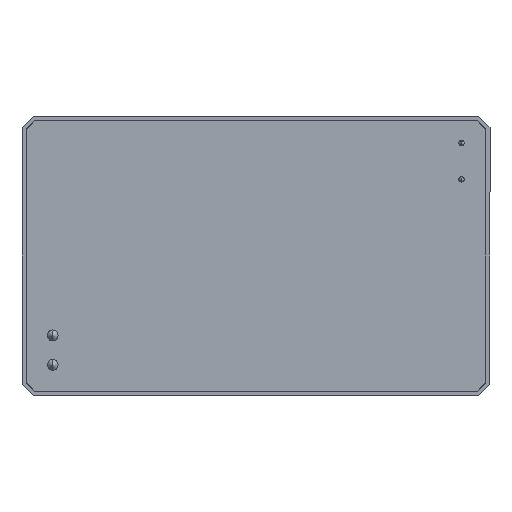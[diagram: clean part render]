
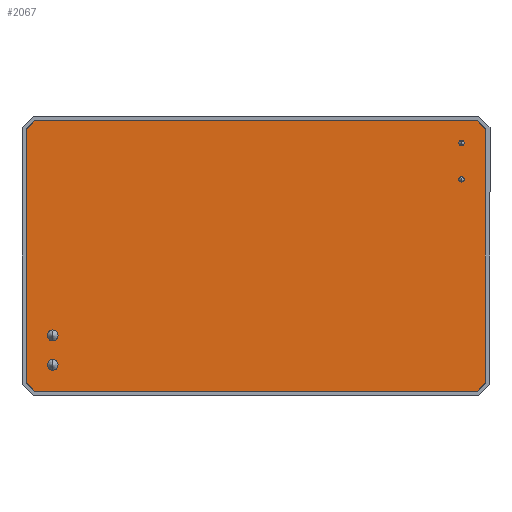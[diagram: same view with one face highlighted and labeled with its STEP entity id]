
A CAD part, front view. The second image highlights one B-rep face of the part: STEP entity #2067.
In plain terms, the highlighted planar face has unit normal (0, -1, 0).
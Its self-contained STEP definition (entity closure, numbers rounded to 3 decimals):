
#105 = FACE_OUTER_BOUND ( 'NONE', #1883, .T. ) ;
#121 = VERTEX_POINT ( 'NONE', #1531 ) ;
#126 = CARTESIAN_POINT ( 'NONE',  ( 42.65, 0., 23.452 ) ) ;
#133 = CIRCLE ( 'NONE', #1652, 0.15 ) ;
#165 = DIRECTION ( 'NONE',  ( 0., 0., -1. ) ) ;
#187 = VERTEX_POINT ( 'NONE', #686 ) ;
#191 = CARTESIAN_POINT ( 'NONE',  ( 41.111, 0., -25.104 ) ) ;
#206 = CARTESIAN_POINT ( 'NONE',  ( 41.004, 0., 25.15 ) ) ;
#210 = ORIENTED_EDGE ( 'NONE', *, *, #787, .T. ) ;
#218 = DIRECTION ( 'NONE',  ( 0., -1., 0. ) ) ;
#262 = VERTEX_POINT ( 'NONE', #1865 ) ;
#265 = DIRECTION ( 'NONE',  ( 0., 1., 0. ) ) ;
#266 = VECTOR ( 'NONE', #1313, 1000. ) ;
#268 = CIRCLE ( 'NONE', #1606, 0.15 ) ;
#280 = ORIENTED_EDGE ( 'NONE', *, *, #2274, .T. ) ;
#285 = AXIS2_PLACEMENT_3D ( 'NONE', #1639, #218, #1434 ) ;
#308 = ORIENTED_EDGE ( 'NONE', *, *, #1749, .T. ) ;
#323 = LINE ( 'NONE', #503, #266 ) ;
#328 = CARTESIAN_POINT ( 'NONE',  ( 41.004, 0., 25. ) ) ;
#413 = CARTESIAN_POINT ( 'NONE',  ( -41.111, 0., 25.104 ) ) ;
#422 = ORIENTED_EDGE ( 'NONE', *, *, #1801, .T. ) ;
#459 = DIRECTION ( 'NONE',  ( 0.695, 0., 0.719 ) ) ;
#503 = CARTESIAN_POINT ( 'NONE',  ( 41.004, 0., 25.15 ) ) ;
#537 = DIRECTION ( 'NONE',  ( 1., 0., 0. ) ) ;
#543 = VERTEX_POINT ( 'NONE', #851 ) ;
#588 = CARTESIAN_POINT ( 'NONE',  ( -42.5, 0., -23.452 ) ) ;
#609 = VERTEX_POINT ( 'NONE', #1217 ) ;
#617 = AXIS2_PLACEMENT_3D ( 'NONE', #1036, #2444, #1234 ) ;
#662 = VERTEX_POINT ( 'NONE', #206 ) ;
#676 = CIRCLE ( 'NONE', #1513, 0.15 ) ;
#686 = CARTESIAN_POINT ( 'NONE',  ( -42.608, 0., -23.556 ) ) ;
#689 = ORIENTED_EDGE ( 'NONE', *, *, #1861, .T. ) ;
#690 = VERTEX_POINT ( 'NONE', #798 ) ;
#720 = ORIENTED_EDGE ( 'NONE', *, *, #1898, .T. ) ;
#743 = CARTESIAN_POINT ( 'NONE',  ( -41.004, 0., -25.15 ) ) ;
#784 = DIRECTION ( 'NONE',  ( 1., 0., 0. ) ) ;
#787 = EDGE_CURVE ( 'NONE', #1296, #609, #891, .T. ) ;
#798 = CARTESIAN_POINT ( 'NONE',  ( -42.608, 0., 23.556 ) ) ;
#801 = LINE ( 'NONE', #2195, #1278 ) ;
#802 = ORIENTED_EDGE ( 'NONE', *, *, #2110, .T. ) ;
#812 = DIRECTION ( 'NONE',  ( 0.695, 0., -0.719 ) ) ;
#823 = ORIENTED_EDGE ( 'NONE', *, *, #1498, .T. ) ;
#824 = VECTOR ( 'NONE', #2199, 1000. ) ;
#828 = ORIENTED_EDGE ( 'NONE', *, *, #1367, .T. ) ;
#851 = CARTESIAN_POINT ( 'NONE',  ( -42.65, 0., -23.452 ) ) ;
#883 = DIRECTION ( 'NONE',  ( 0., -1., 0. ) ) ;
#891 = LINE ( 'NONE', #2007, #824 ) ;
#892 = ORIENTED_EDGE ( 'NONE', *, *, #2222, .T. ) ;
#901 = CIRCLE ( 'NONE', #617, 0.15 ) ;
#922 = ORIENTED_EDGE ( 'NONE', *, *, #2321, .T. ) ;
#933 = DIRECTION ( 'NONE',  ( 0., -1., 0. ) ) ;
#961 = VECTOR ( 'NONE', #812, 1000. ) ;
#1027 = LINE ( 'NONE', #1460, #1508 ) ;
#1036 = CARTESIAN_POINT ( 'NONE',  ( -41.004, 0., -25. ) ) ;
#1042 = VERTEX_POINT ( 'NONE', #2116 ) ;
#1087 = DIRECTION ( 'NONE',  ( 0., -1., 0. ) ) ;
#1090 = VECTOR ( 'NONE', #1165, 1000. ) ;
#1093 = DIRECTION ( 'NONE',  ( 0., -1., 0. ) ) ;
#1142 = EDGE_CURVE ( 'NONE', #2319, #1296, #1676, .T. ) ;
#1165 = DIRECTION ( 'NONE',  ( 1., 0., 0. ) ) ;
#1217 = CARTESIAN_POINT ( 'NONE',  ( 41.111, 0., 25.104 ) ) ;
#1234 = DIRECTION ( 'NONE',  ( 1., 0., 0. ) ) ;
#1257 = ORIENTED_EDGE ( 'NONE', *, *, #1459, .T. ) ;
#1278 = VECTOR ( 'NONE', #165, 1000. ) ;
#1296 = VERTEX_POINT ( 'NONE', #2424 ) ;
#1313 = DIRECTION ( 'NONE',  ( -1., 0., 0. ) ) ;
#1367 = EDGE_CURVE ( 'NONE', #262, #2319, #2298, .T. ) ;
#1399 = EDGE_CURVE ( 'NONE', #2514, #1042, #1027, .T. ) ;
#1434 = DIRECTION ( 'NONE',  ( 1., 0., 0. ) ) ;
#1459 = EDGE_CURVE ( 'NONE', #1042, #262, #1864, .T. ) ;
#1460 = CARTESIAN_POINT ( 'NONE',  ( 41.111, 0., -25.104 ) ) ;
#1484 = PLANE ( 'NONE',  #2242 ) ;
#1498 = EDGE_CURVE ( 'NONE', #2478, #2514, #2327, .T. ) ;
#1508 = VECTOR ( 'NONE', #459, 1000. ) ;
#1513 = AXIS2_PLACEMENT_3D ( 'NONE', #2149, #933, #2345 ) ;
#1531 = CARTESIAN_POINT ( 'NONE',  ( -41.004, 0., 25.15 ) ) ;
#1606 = AXIS2_PLACEMENT_3D ( 'NONE', #588, #2012, #784 ) ;
#1627 = VECTOR ( 'NONE', #2546, 1000. ) ;
#1638 = CARTESIAN_POINT ( 'NONE',  ( -41.111, 0., -25.104 ) ) ;
#1639 = CARTESIAN_POINT ( 'NONE',  ( 42.5, 0., 23.452 ) ) ;
#1652 = AXIS2_PLACEMENT_3D ( 'NONE', #328, #1757, #537 ) ;
#1676 = CIRCLE ( 'NONE', #285, 0.15 ) ;
#1692 = DIRECTION ( 'NONE',  ( 0., 0., 1. ) ) ;
#1697 = VERTEX_POINT ( 'NONE', #743 ) ;
#1745 = VERTEX_POINT ( 'NONE', #2578 ) ;
#1749 = EDGE_CURVE ( 'NONE', #1745, #543, #801, .T. ) ;
#1757 = DIRECTION ( 'NONE',  ( 0., -1., 0. ) ) ;
#1763 = VECTOR ( 'NONE', #2452, 1000. ) ;
#1801 = EDGE_CURVE ( 'NONE', #543, #187, #268, .T. ) ;
#1803 = AXIS2_PLACEMENT_3D ( 'NONE', #2307, #1093, #2502 ) ;
#1821 = AXIS2_PLACEMENT_3D ( 'NONE', #2105, #883, #2299 ) ;
#1861 = EDGE_CURVE ( 'NONE', #1697, #2478, #2113, .T. ) ;
#1864 = CIRCLE ( 'NONE', #1821, 0.15 ) ;
#1865 = CARTESIAN_POINT ( 'NONE',  ( 42.65, 0., -23.452 ) ) ;
#1883 = EDGE_LOOP ( 'NONE', ( #2440, #892, #280, #922, #802, #308, #422, #720, #1912, #689, #823, #1945, #1257, #828, #1916, #210 ) ) ;
#1898 = EDGE_CURVE ( 'NONE', #187, #1943, #2168, .T. ) ;
#1912 = ORIENTED_EDGE ( 'NONE', *, *, #1946, .T. ) ;
#1916 = ORIENTED_EDGE ( 'NONE', *, *, #1142, .T. ) ;
#1943 = VERTEX_POINT ( 'NONE', #1638 ) ;
#1945 = ORIENTED_EDGE ( 'NONE', *, *, #1399, .T. ) ;
#1946 = EDGE_CURVE ( 'NONE', #1943, #1697, #901, .T. ) ;
#1961 = CARTESIAN_POINT ( 'NONE',  ( -41.111, 0., 25.104 ) ) ;
#2007 = CARTESIAN_POINT ( 'NONE',  ( 42.608, 0., 23.556 ) ) ;
#2012 = DIRECTION ( 'NONE',  ( 0., -1., 0. ) ) ;
#2060 = CARTESIAN_POINT ( 'NONE',  ( 42.65, 0., -23.452 ) ) ;
#2067 = ADVANCED_FACE ( 'NONE', ( #105 ), #1484, .F. ) ;
#2105 = CARTESIAN_POINT ( 'NONE',  ( 42.5, 0., -23.452 ) ) ;
#2110 = EDGE_CURVE ( 'NONE', #690, #1745, #2136, .T. ) ;
#2113 = LINE ( 'NONE', #2383, #1090 ) ;
#2116 = CARTESIAN_POINT ( 'NONE',  ( 42.608, 0., -23.556 ) ) ;
#2136 = CIRCLE ( 'NONE', #2368, 0.15 ) ;
#2149 = CARTESIAN_POINT ( 'NONE',  ( -41.004, 0., 25. ) ) ;
#2164 = LINE ( 'NONE', #1961, #1627 ) ;
#2168 = LINE ( 'NONE', #2233, #961 ) ;
#2195 = CARTESIAN_POINT ( 'NONE',  ( -42.65, 0., 23.452 ) ) ;
#2199 = DIRECTION ( 'NONE',  ( -0.695, 0., 0.719 ) ) ;
#2219 = CARTESIAN_POINT ( 'NONE',  ( 41.004, 0., -25.15 ) ) ;
#2222 = EDGE_CURVE ( 'NONE', #662, #121, #323, .T. ) ;
#2233 = CARTESIAN_POINT ( 'NONE',  ( -42.608, 0., -23.556 ) ) ;
#2242 = AXIS2_PLACEMENT_3D ( 'NONE', #2284, #265, #1692 ) ;
#2274 = EDGE_CURVE ( 'NONE', #121, #2553, #676, .T. ) ;
#2284 = CARTESIAN_POINT ( 'NONE',  ( 0., 0., 0. ) ) ;
#2292 = EDGE_CURVE ( 'NONE', #609, #662, #133, .T. ) ;
#2298 = LINE ( 'NONE', #2060, #1763 ) ;
#2299 = DIRECTION ( 'NONE',  ( 1., 0., 0. ) ) ;
#2302 = CARTESIAN_POINT ( 'NONE',  ( -42.5, 0., 23.452 ) ) ;
#2307 = CARTESIAN_POINT ( 'NONE',  ( 41.004, 0., -25. ) ) ;
#2319 = VERTEX_POINT ( 'NONE', #126 ) ;
#2321 = EDGE_CURVE ( 'NONE', #2553, #690, #2164, .T. ) ;
#2327 = CIRCLE ( 'NONE', #1803, 0.15 ) ;
#2345 = DIRECTION ( 'NONE',  ( 1., 0., 0. ) ) ;
#2368 = AXIS2_PLACEMENT_3D ( 'NONE', #2302, #1087, #2494 ) ;
#2383 = CARTESIAN_POINT ( 'NONE',  ( -41.004, 0., -25.15 ) ) ;
#2424 = CARTESIAN_POINT ( 'NONE',  ( 42.608, 0., 23.556 ) ) ;
#2440 = ORIENTED_EDGE ( 'NONE', *, *, #2292, .T. ) ;
#2444 = DIRECTION ( 'NONE',  ( 0., -1., 0. ) ) ;
#2452 = DIRECTION ( 'NONE',  ( 0., 0., 1. ) ) ;
#2478 = VERTEX_POINT ( 'NONE', #2219 ) ;
#2494 = DIRECTION ( 'NONE',  ( 1., 0., 0. ) ) ;
#2502 = DIRECTION ( 'NONE',  ( 1., 0., 0. ) ) ;
#2514 = VERTEX_POINT ( 'NONE', #191 ) ;
#2546 = DIRECTION ( 'NONE',  ( -0.695, 0., -0.719 ) ) ;
#2553 = VERTEX_POINT ( 'NONE', #413 ) ;
#2578 = CARTESIAN_POINT ( 'NONE',  ( -42.65, 0., 23.452 ) ) ;
